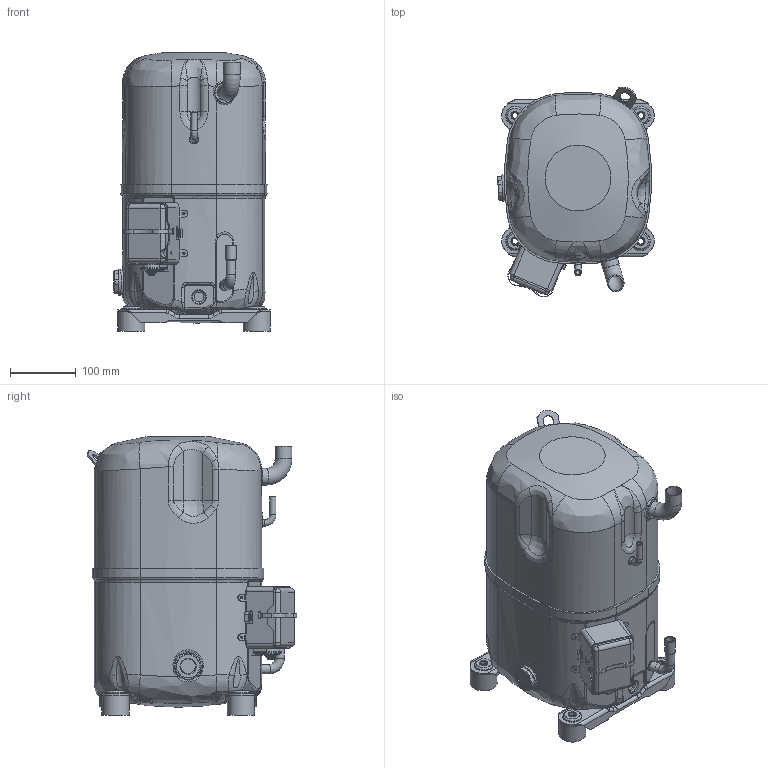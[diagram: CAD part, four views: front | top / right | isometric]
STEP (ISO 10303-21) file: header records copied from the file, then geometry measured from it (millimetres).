
FILE_DESCRIPTION(/* description */ (''),/* implementation_level */ '2;1');
FILE_NAME(/* name */ 'DCAG105_n-m.stp',/* time_stamp */ '2016-09-06T11:57:17+02:00',/* author */ (''),/* organization */ (''),/* preprocessor_version */ 'ST-DEVELOPER v14',/* originating_system */ 'SIEMENS PLM Software NX 8.0',/* authorisation */ '');
FILE_SCHEMA (('CONFIG_CONTROL_DESIGN'));
Length unit declared in the file: millimetre
Products named in the file (1): DCAG105_n-m
Bounding box: 237.86 x 318.22 x 422.3 mm (x, y, z)
Volume: 1565093.3 mm3; surface area: 1056976.1 mm2
Topology: 39 solids, 39 shells, 1942 faces, 4824 edges, 2973 vertices
Faces by surface type: cylinder 615, plane 584, bspline 470, torus 161, cone 75, sphere 33, revolution 2, extrusion 2
Full cylindrical faces by diameter (mm): 3.2 x12, 3.7 x1, 4 x1, 5 x3, 6.2 x6, 6.45 x2, 7 x1, 8.2 x6, 9 x4, 9.6 x2, 9.69 x7, 9.8 x1, 10 x1, 11.11 x7, 11.15 x4, 11.2 x4, 11.23 x2, 11.3 x1, 12.77 x1, 13 x5, 14.3 x2, 15.8 x1, 15.84 x1, 16 x2, 17.3 x1, 17.8 x4, 19 x8, 20 x1, 21.9 x1, 22.23 x2
Entity records: 76293 total; most frequent: CARTESIAN_POINT 36115, ORIENTED_EDGE 8624, DIRECTION 7535, EDGE_CURVE 4312, AXIS2_PLACEMENT_3D 3052, VERTEX_POINT 2795, EDGE_LOOP 2302, ADVANCED_FACE 1902
